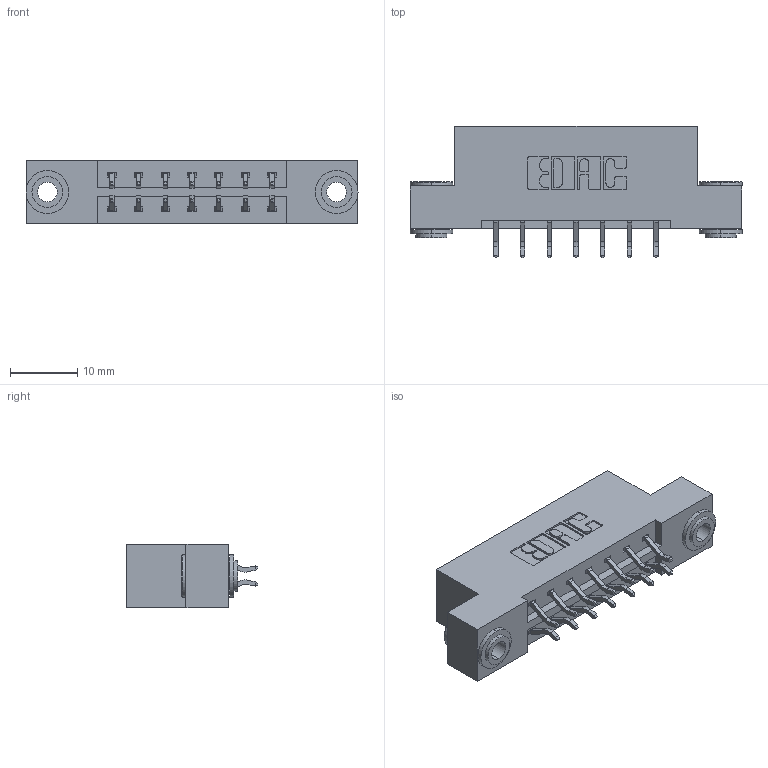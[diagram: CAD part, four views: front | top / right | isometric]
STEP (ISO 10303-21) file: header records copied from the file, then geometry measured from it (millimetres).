
FILE_DESCRIPTION (( 'STEP AP203' ), '1' );
FILE_NAME ('833-014-556-203.STEP', '2020-05-31T14:42:07', ( '' ), ( '' ), 'SwSTEP 2.0', 'SolidWorks 2020', '' );
FILE_SCHEMA (( 'CONFIG_CONTROL_DESIGN' ));
Length unit declared in the file: inch
Products named in the file (4): 833-014-556-203; 833 Part_Flush - .156 Dia - TH; 345-250-002_345-250-002-102; 345-292-001_556 Tail
Assembly tree (17 placements, depth 2):
  833-014-556-203
    833 Part_Flush - .156 Dia - TH
    345-292-001_556 Tail  x14
    345-250-002_345-250-002-102  x2
Bounding box: 49.28 x 19.57 x 9.4 mm (x, y, z)
Volume: 4722.3 mm3; surface area: 5413.9 mm2
Topology: 17 solids, 17 shells, 964 faces, 2809 edges, 1850 vertices
Faces by surface type: plane 640, cylinder 316, cone 8
Entity records: 9900 total; most frequent: CARTESIAN_POINT 1673, ORIENTED_EDGE 1590, DIRECTION 1513, EDGE_CURVE 795, LINE 635, VECTOR 635, VERTEX_POINT 526, AXIS2_PLACEMENT_3D 439
